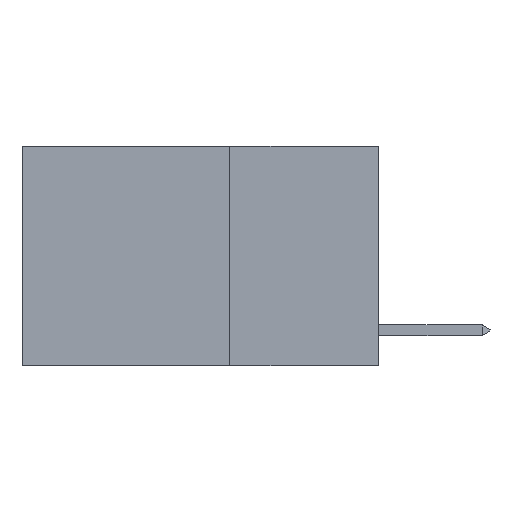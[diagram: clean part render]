
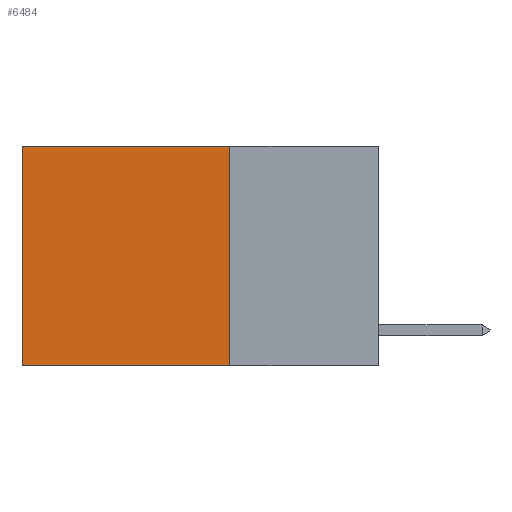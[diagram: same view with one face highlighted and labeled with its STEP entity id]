
A CAD part, left-side view. The second image highlights one B-rep face of the part: STEP entity #6484.
In plain terms, the highlighted planar face has unit normal (-1, 0, 0).
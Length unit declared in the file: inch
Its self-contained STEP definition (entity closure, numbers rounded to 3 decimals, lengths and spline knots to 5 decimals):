
#275 = VERTEX_POINT ( 'NONE', #8772 ) ;
#556 = CARTESIAN_POINT ( 'NONE',  ( 0.2625, 0.25, 0. ) ) ;
#600 = EDGE_CURVE ( 'NONE', #12726, #275, #2971, .T. ) ;
#741 = LINE ( 'NONE', #1900, #9396 ) ;
#1037 = LINE ( 'NONE', #7445, #12961 ) ;
#1366 = VERTEX_POINT ( 'NONE', #8084 ) ;
#1373 = EDGE_CURVE ( 'NONE', #12726, #6069, #12902, .T. ) ;
#1900 = CARTESIAN_POINT ( 'NONE',  ( 0.2625, 0.6, 0. ) ) ;
#2752 = DIRECTION ( 'NONE',  ( 1., 0., 0. ) ) ;
#2971 = LINE ( 'NONE', #556, #14129 ) ;
#3148 = FACE_OUTER_BOUND ( 'NONE', #8153, .T. ) ;
#4452 = DIRECTION ( 'NONE',  ( 0., 1., 0. ) ) ;
#4952 = PLANE ( 'NONE',  #7327 ) ;
#5309 = EDGE_CURVE ( 'NONE', #6069, #1366, #1037, .T. ) ;
#6069 = VERTEX_POINT ( 'NONE', #13219 ) ;
#6484 = ADVANCED_FACE ( 'NONE', ( #3148 ), #4952, .F. ) ;
#7327 = AXIS2_PLACEMENT_3D ( 'NONE', #9482, #2752, #10568 ) ;
#7445 = CARTESIAN_POINT ( 'NONE',  ( 0.2625, 0.25, -0.37 ) ) ;
#8084 = CARTESIAN_POINT ( 'NONE',  ( 0.2625, 0.6, -0.37 ) ) ;
#8098 = DIRECTION ( 'NONE',  ( 0., 0., -1. ) ) ;
#8153 = EDGE_LOOP ( 'NONE', ( #10864, #11178, #10085, #13492 ) ) ;
#8564 = CARTESIAN_POINT ( 'NONE',  ( 0.2625, 0.25, 0. ) ) ;
#8653 = EDGE_CURVE ( 'NONE', #275, #1366, #741, .T. ) ;
#8677 = DIRECTION ( 'NONE',  ( 0., 0., -1. ) ) ;
#8772 = CARTESIAN_POINT ( 'NONE',  ( 0.2625, 0.6, 0. ) ) ;
#9396 = VECTOR ( 'NONE', #8677, 39.37008 ) ;
#9482 = CARTESIAN_POINT ( 'NONE',  ( 0.2625, 0.25, 0. ) ) ;
#9969 = VECTOR ( 'NONE', #8098, 39.37008 ) ;
#10085 = ORIENTED_EDGE ( 'NONE', *, *, #1373, .F. ) ;
#10568 = DIRECTION ( 'NONE',  ( 0., 0., -1. ) ) ;
#10864 = ORIENTED_EDGE ( 'NONE', *, *, #8653, .T. ) ;
#11178 = ORIENTED_EDGE ( 'NONE', *, *, #5309, .F. ) ;
#12726 = VERTEX_POINT ( 'NONE', #14161 ) ;
#12902 = LINE ( 'NONE', #8564, #9969 ) ;
#12961 = VECTOR ( 'NONE', #13039, 39.37008 ) ;
#13039 = DIRECTION ( 'NONE',  ( 0., 1., 0. ) ) ;
#13219 = CARTESIAN_POINT ( 'NONE',  ( 0.2625, 0.25, -0.37 ) ) ;
#13492 = ORIENTED_EDGE ( 'NONE', *, *, #600, .T. ) ;
#14129 = VECTOR ( 'NONE', #4452, 39.37008 ) ;
#14161 = CARTESIAN_POINT ( 'NONE',  ( 0.2625, 0.25, 0. ) ) ;
